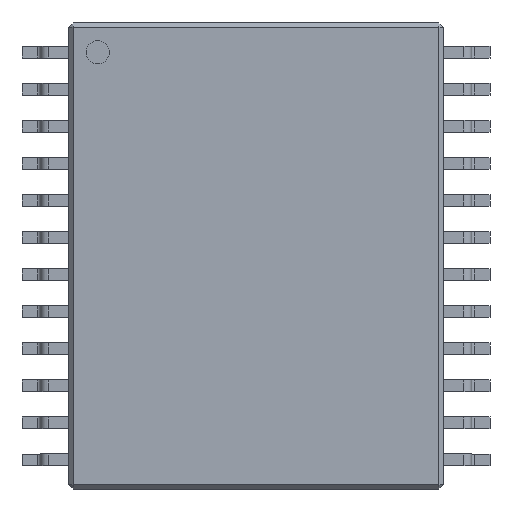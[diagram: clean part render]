
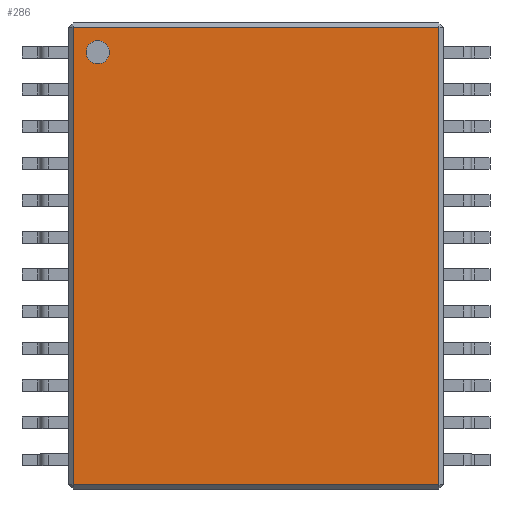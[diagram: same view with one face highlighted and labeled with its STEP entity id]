
A CAD part, top view. The second image highlights one B-rep face of the part: STEP entity #286.
In plain terms, the highlighted planar face has unit normal (0, 0, 1).
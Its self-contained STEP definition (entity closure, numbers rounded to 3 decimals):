
#13=DIRECTION('',(0.,0.,1.));
#14=DIRECTION('',(1.,0.,0.));
#87=VECTOR('',#88,1.);
#88=DIRECTION('',(0.,1.,0.));
#160=VERTEX_POINT('',#161);
#161=CARTESIAN_POINT('',(-6.27,-7.835,2.7));
#169=VERTEX_POINT('',#170);
#170=CARTESIAN_POINT('',(-6.27,7.835,2.7));
#175=ORIENTED_EDGE('',*,*,#176,.F.);
#176=EDGE_CURVE('',#160,#169,#177,.T.);
#177=LINE('',#178,#87);
#178=CARTESIAN_POINT('',(-6.27,-7.985,2.7));
#244=VECTOR('',#14,1.);
#286=ADVANCED_FACE('',(#287,#305),#314,.T.);
#287=FACE_BOUND('',#288,.T.);
#288=EDGE_LOOP('',(#175,#289,#295,#301));
#289=ORIENTED_EDGE('',*,*,#290,.T.);
#290=EDGE_CURVE('',#160,#291,#293,.T.);
#291=VERTEX_POINT('',#292);
#292=CARTESIAN_POINT('',(6.27,-7.835,2.7));
#293=LINE('',#294,#244);
#294=CARTESIAN_POINT('',(-6.42,-7.835,2.7));
#295=ORIENTED_EDGE('',*,*,#296,.T.);
#296=EDGE_CURVE('',#291,#297,#299,.T.);
#297=VERTEX_POINT('',#298);
#298=CARTESIAN_POINT('',(6.27,7.835,2.7));
#299=LINE('',#300,#87);
#300=CARTESIAN_POINT('',(6.27,-7.985,2.7));
#301=ORIENTED_EDGE('',*,*,#302,.F.);
#302=EDGE_CURVE('',#169,#297,#303,.T.);
#303=LINE('',#304,#244);
#304=CARTESIAN_POINT('',(-6.42,7.835,2.7));
#305=FACE_BOUND('',#306,.T.);
#306=EDGE_LOOP('',(#307));
#307=ORIENTED_EDGE('',*,*,#308,.F.);
#308=EDGE_CURVE('',#309,#309,#311,.T.);
#309=VERTEX_POINT('',#310);
#310=CARTESIAN_POINT('',(-5.02,6.985,2.7));
#311=CIRCLE('',#312,0.4);
#312=AXIS2_PLACEMENT_3D('',#313,#13,#14);
#313=CARTESIAN_POINT('',(-5.42,6.985,2.7));
#314=PLANE('',#315);
#315=AXIS2_PLACEMENT_3D('',#316,#13,#14);
#316=CARTESIAN_POINT('',(-6.42,-7.985,2.7));
